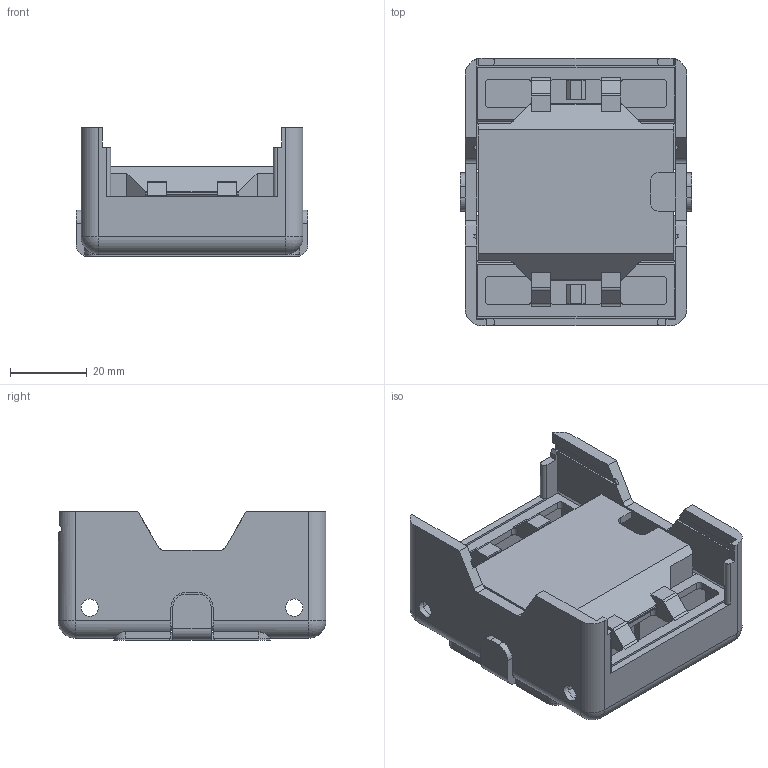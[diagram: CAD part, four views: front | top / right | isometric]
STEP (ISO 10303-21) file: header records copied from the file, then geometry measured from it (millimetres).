
FILE_DESCRIPTION(/* description */ (''),/* implementation_level */ '2;1');
FILE_NAME(/* name */ 'SMARS Chassis Mk2 v32.step',/* time_stamp */ '2021-01-25T19:23:30+02:00',/* author */ (''),/* organization */ (''),/* preprocessor_version */ 'ST-DEVELOPER v18.1',/* originating_system */ 'Autodesk Translation Framework v9.7.1.1290',/* authorisation */ '');
FILE_SCHEMA (('AUTOMOTIVE_DESIGN { 1 0 10303 214 3 1 1 }'));
Length unit declared in the file: millimetre
Products named in the file (5): SMARS Chassis Mk2; Battery Door; Motor Bracket S; Bttery Holder 9v; Motor Bracket S (Mirror)
Assembly tree (4 placements, depth 2):
  SMARS Chassis Mk2
    Battery Door
    Motor Bracket S
    Bttery Holder 9v
    Motor Bracket S (Mirror)
Bounding box: 60.6 x 70 x 33.5 mm (x, y, z)
Volume: 37872.1 mm3; surface area: 34525.1 mm2
Topology: 5 solids, 5 shells, 372 faces, 1052 edges, 690 vertices
Faces by surface type: plane 250, cylinder 114, cone 4, sphere 4
Full cylindrical faces by diameter (mm): 4.5 x4
Entity records: 12232 total; most frequent: CARTESIAN_POINT 2167, ORIENTED_EDGE 2104, DIRECTION 2054, EDGE_CURVE 1052, LINE 804, VECTOR 804, VERTEX_POINT 690, AXIS2_PLACEMENT_3D 625
